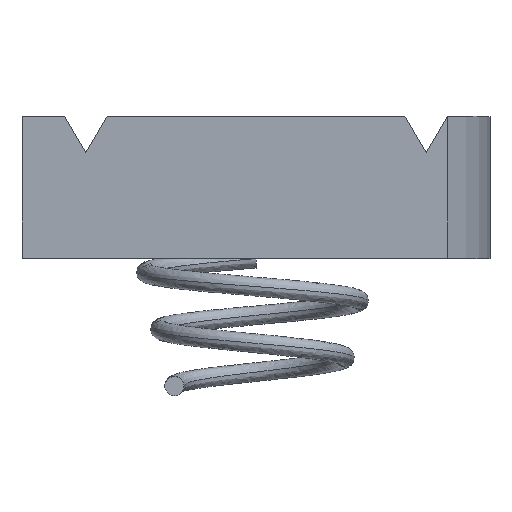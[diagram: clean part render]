
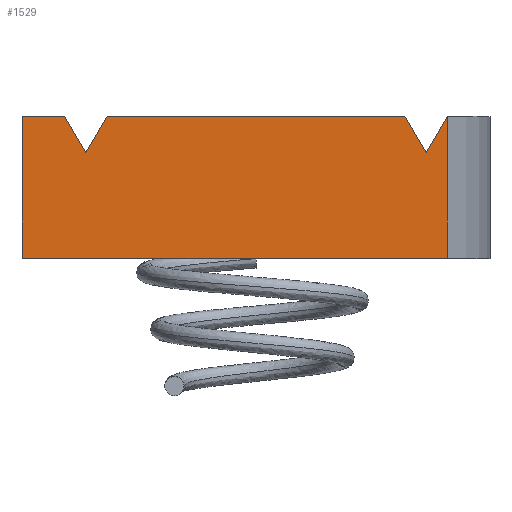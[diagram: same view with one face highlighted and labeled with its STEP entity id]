
A CAD part, top view. The second image highlights one B-rep face of the part: STEP entity #1529.
In plain terms, the highlighted planar face has unit normal (0, 0, 1).
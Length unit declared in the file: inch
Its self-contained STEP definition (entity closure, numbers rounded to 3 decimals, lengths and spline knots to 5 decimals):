
#5 = CARTESIAN_POINT ( 'NONE',  ( 0.375, 0.07675, 0.28125 ) ) ;
#22 = DIRECTION ( 'NONE',  ( 1., 0., 0. ) ) ;
#32 = CARTESIAN_POINT ( 'NONE',  ( 0.32813, 0.15625, 0.28125 ) ) ;
#34 = CARTESIAN_POINT ( 'NONE',  ( 0.42188, -0.15625, 0.28125 ) ) ;
#37 = DIRECTION ( 'NONE',  ( 1., 0., 0. ) ) ;
#70 = CARTESIAN_POINT ( 'NONE',  ( -0.51563, 0.15625, 0.28125 ) ) ;
#74 = CARTESIAN_POINT ( 'NONE',  ( 0.42188, -0.15625, 0.28125 ) ) ;
#75 = CARTESIAN_POINT ( 'NONE',  ( -0.32812, 0.15625, 0.28125 ) ) ;
#78 = CARTESIAN_POINT ( 'NONE',  ( -0.51563, 0.15625, 0.28125 ) ) ;
#82 = CARTESIAN_POINT ( 'NONE',  ( -0.51563, -0.15625, 0.28125 ) ) ;
#83 = CARTESIAN_POINT ( 'NONE',  ( -0.42188, 0.15625, 0.28125 ) ) ;
#84 = CARTESIAN_POINT ( 'NONE',  ( 0.375, 0.07675, 0.28125 ) ) ;
#85 = CARTESIAN_POINT ( 'NONE',  ( 0.42188, 0.15625, 0.28125 ) ) ;
#89 = CARTESIAN_POINT ( 'NONE',  ( -0.375, 0.07675, 0.28125 ) ) ;
#524 = CARTESIAN_POINT ( 'NONE',  ( -0.51563, 0.15625, 0.28125 ) ) ;
#526 = PLANE ( 'NONE',  #1655 ) ;
#529 = DIRECTION ( 'NONE',  ( 0., 0., -1. ) ) ;
#530 = DIRECTION ( 'NONE',  ( -1., 0., 0. ) ) ;
#553 = CARTESIAN_POINT ( 'NONE',  ( -0.51563, -0.15625, 0.28125 ) ) ;
#557 = DIRECTION ( 'NONE',  ( 1., 0., 0. ) ) ;
#738 = CARTESIAN_POINT ( 'NONE',  ( -0.375, 0.07675, 0.28125 ) ) ;
#739 = DIRECTION ( 'NONE',  ( -0.508, 0.861, 0. ) ) ;
#740 = CARTESIAN_POINT ( 'NONE',  ( -0.32812, 0.15625, 0.28125 ) ) ;
#741 = DIRECTION ( 'NONE',  ( -0.508, -0.861, 0. ) ) ;
#782 = LINE ( 'NONE', #1496, #1637 ) ;
#784 = EDGE_LOOP ( 'NONE', ( #925, #794, #802, #801, #820, #821, #904, #800, #828 ) ) ;
#794 = ORIENTED_EDGE ( 'NONE', *, *, #1372, .T. ) ;
#800 = ORIENTED_EDGE ( 'NONE', *, *, #1367, .F. ) ;
#801 = ORIENTED_EDGE ( 'NONE', *, *, #1375, .T. ) ;
#802 = ORIENTED_EDGE ( 'NONE', *, *, #1373, .T. ) ;
#820 = ORIENTED_EDGE ( 'NONE', *, *, #1363, .F. ) ;
#821 = ORIENTED_EDGE ( 'NONE', *, *, #1663, .T. ) ;
#828 = ORIENTED_EDGE ( 'NONE', *, *, #946, .T. ) ;
#856 = LINE ( 'NONE', #5, #857 ) ;
#857 = VECTOR ( 'NONE', #1513, 39.37008 ) ;
#876 = LINE ( 'NONE', #70, #878 ) ;
#878 = VECTOR ( 'NONE', #22, 39.37008 ) ;
#886 = VECTOR ( 'NONE', #1384, 39.37008 ) ;
#888 = LINE ( 'NONE', #1385, #889 ) ;
#889 = VECTOR ( 'NONE', #1628, 39.37008 ) ;
#904 = ORIENTED_EDGE ( 'NONE', *, *, #1647, .T. ) ;
#925 = ORIENTED_EDGE ( 'NONE', *, *, #1574, .T. ) ;
#933 = FACE_OUTER_BOUND ( 'NONE', #784, .T. ) ;
#938 = LINE ( 'NONE', #740, #941 ) ;
#941 = VECTOR ( 'NONE', #741, 39.37008 ) ;
#944 = LINE ( 'NONE', #553, #1595 ) ;
#946 = EDGE_CURVE ( 'NONE', #1447, #1465, #1642, .T. ) ;
#1363 = EDGE_CURVE ( 'NONE', #1442, #1444, #782, .T. ) ;
#1367 = EDGE_CURVE ( 'NONE', #1447, #1467, #876, .T. ) ;
#1372 = EDGE_CURVE ( 'NONE', #1441, #1479, #1644, .T. ) ;
#1373 = EDGE_CURVE ( 'NONE', #1479, #1478, #888, .T. ) ;
#1375 = EDGE_CURVE ( 'NONE', #1478, #1444, #856, .T. ) ;
#1384 = DIRECTION ( 'NONE',  ( 0., 1., 0. ) ) ;
#1385 = CARTESIAN_POINT ( 'NONE',  ( 0.42188, 0.15625, 0.28125 ) ) ;
#1407 = CARTESIAN_POINT ( 'NONE',  ( -0.51563, 0.15625, 0.28125 ) ) ;
#1441 = VERTEX_POINT ( 'NONE', #74 ) ;
#1442 = VERTEX_POINT ( 'NONE', #75 ) ;
#1444 = VERTEX_POINT ( 'NONE', #32 ) ;
#1447 = VERTEX_POINT ( 'NONE', #78 ) ;
#1465 = VERTEX_POINT ( 'NONE', #82 ) ;
#1467 = VERTEX_POINT ( 'NONE', #83 ) ;
#1478 = VERTEX_POINT ( 'NONE', #84 ) ;
#1479 = VERTEX_POINT ( 'NONE', #85 ) ;
#1483 = VERTEX_POINT ( 'NONE', #89 ) ;
#1494 = DIRECTION ( 'NONE',  ( 0., -1., 0. ) ) ;
#1496 = CARTESIAN_POINT ( 'NONE',  ( -0.51563, 0.15625, 0.28125 ) ) ;
#1513 = DIRECTION ( 'NONE',  ( -0.508, 0.861, 0. ) ) ;
#1529 = ADVANCED_FACE ( 'NONE', ( #933 ), #526, .F. ) ;
#1569 = VECTOR ( 'NONE', #1494, 39.37008 ) ;
#1574 = EDGE_CURVE ( 'NONE', #1465, #1441, #944, .T. ) ;
#1595 = VECTOR ( 'NONE', #557, 39.37008 ) ;
#1626 = LINE ( 'NONE', #738, #1627 ) ;
#1627 = VECTOR ( 'NONE', #739, 39.37008 ) ;
#1628 = DIRECTION ( 'NONE',  ( -0.508, -0.861, 0. ) ) ;
#1637 = VECTOR ( 'NONE', #37, 39.37008 ) ;
#1642 = LINE ( 'NONE', #1407, #1569 ) ;
#1644 = LINE ( 'NONE', #34, #886 ) ;
#1647 = EDGE_CURVE ( 'NONE', #1483, #1467, #1626, .T. ) ;
#1655 = AXIS2_PLACEMENT_3D ( 'NONE', #524, #529, #530 ) ;
#1663 = EDGE_CURVE ( 'NONE', #1442, #1483, #938, .T. ) ;
